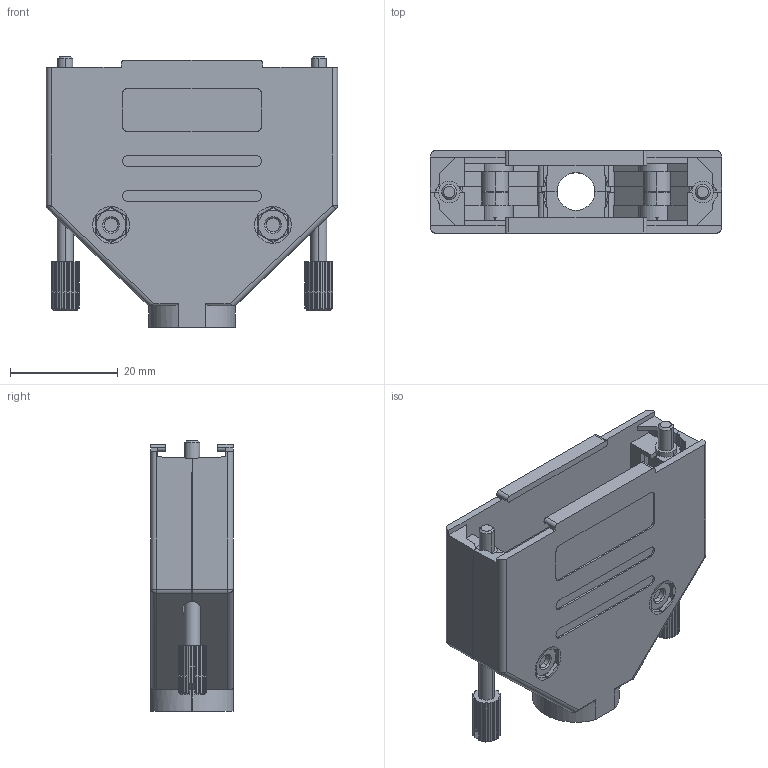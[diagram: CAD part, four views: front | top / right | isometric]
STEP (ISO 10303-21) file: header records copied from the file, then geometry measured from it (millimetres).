
FILE_DESCRIPTION (( 'STEP AP214' ), '1' );
FILE_NAME ('6688-9583.STEP', '2022-09-23T14:23:28', ( '' ), ( '' ), 'SwSTEP 2.0', 'SolidWorks 2021', '' );
FILE_SCHEMA (( 'AUTOMOTIVE_DESIGN' ));
Length unit declared in the file: millimetre
Products named in the file (7): 6688-9583; 6805-0101-13; 6826-0142-02; 6805-0101-03; 6855-0304-11; 6522-0121-05 (7mm); 6855-0303-11
Assembly tree (10 placements, depth 2):
  6688-9583
    6805-0101-13
    6805-0101-03
    6855-0303-11  x2
    6855-0304-11  x2
    6826-0142-02  x2
    6522-0121-05 (7mm)  x2
Bounding box: 54 x 15.3 x 50.2 mm (x, y, z)
Volume: 12117.9 mm3; surface area: 18060.9 mm2
Topology: 10 solids, 10 shells, 907 faces, 2483 edges, 1622 vertices
Faces by surface type: plane 562, cylinder 251, cone 46, bspline 26, torus 18, sphere 4
Entity records: 22048 total; most frequent: CARTESIAN_POINT 4674, ORIENTED_EDGE 3688, DIRECTION 3442, EDGE_CURVE 1844, VECTOR 1224, LINE 1224, VERTEX_POINT 1207, AXIS2_PLACEMENT_3D 1109
